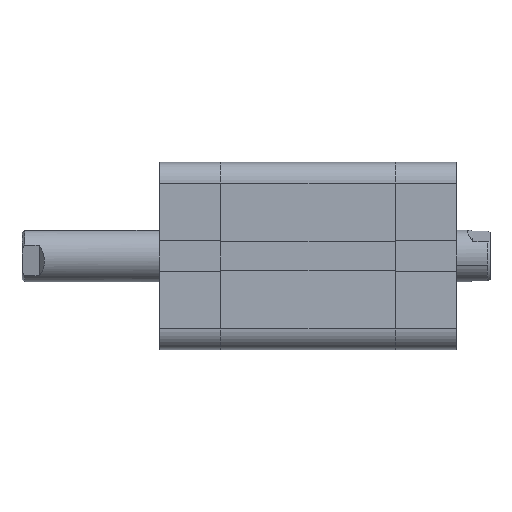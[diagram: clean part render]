
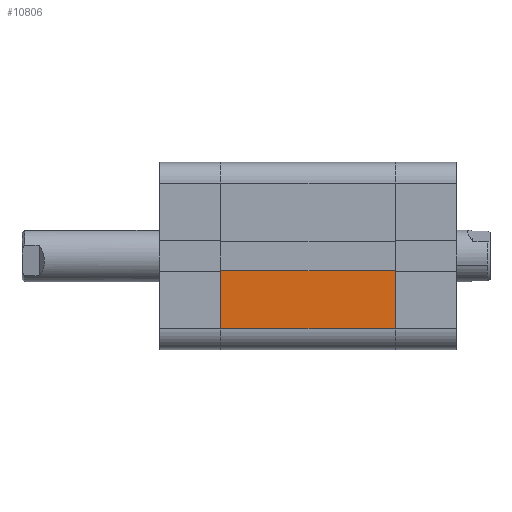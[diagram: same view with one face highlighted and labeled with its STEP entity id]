
A CAD part, front view. The second image highlights one B-rep face of the part: STEP entity #10806.
In plain terms, the highlighted planar face has unit normal (0, -1, 0).
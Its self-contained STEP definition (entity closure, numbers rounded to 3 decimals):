
#936 = VERTEX_POINT ( 'NONE', #1434 ) ;
#1023 = VECTOR ( 'NONE', #1704, 1000. ) ;
#1158 = DIRECTION ( 'NONE',  ( 0., 0., 1. ) ) ;
#1434 = CARTESIAN_POINT ( 'NONE',  ( 0., -18., -14. ) ) ;
#1704 = DIRECTION ( 'NONE',  ( 1., 0., 0. ) ) ;
#2624 = EDGE_CURVE ( 'NONE', #13504, #936, #10703, .T. ) ;
#2802 = DIRECTION ( 'NONE',  ( -1., 0., 0. ) ) ;
#3466 = ORIENTED_EDGE ( 'NONE', *, *, #15426, .T. ) ;
#3505 = VECTOR ( 'NONE', #2802, 1000. ) ;
#3997 = VERTEX_POINT ( 'NONE', #14522 ) ;
#4891 = EDGE_CURVE ( 'NONE', #936, #14882, #6779, .T. ) ;
#4976 = CARTESIAN_POINT ( 'NONE',  ( 33.501, -18., -2.8 ) ) ;
#5455 = LINE ( 'NONE', #4976, #3505 ) ;
#5915 = CARTESIAN_POINT ( 'NONE',  ( 0., -18., -18. ) ) ;
#6332 = CARTESIAN_POINT ( 'NONE',  ( 33.5, -18., -18. ) ) ;
#6779 = LINE ( 'NONE', #8048, #1023 ) ;
#6845 = AXIS2_PLACEMENT_3D ( 'NONE', #9004, #7492, #1158 ) ;
#7492 = DIRECTION ( 'NONE',  ( 0., 1., 0. ) ) ;
#7703 = VECTOR ( 'NONE', #8421, 1000. ) ;
#7763 = DIRECTION ( 'NONE',  ( 0., 0., -1. ) ) ;
#8048 = CARTESIAN_POINT ( 'NONE',  ( 33.5, -18., -14. ) ) ;
#8421 = DIRECTION ( 'NONE',  ( 0., 0., -1. ) ) ;
#9004 = CARTESIAN_POINT ( 'NONE',  ( 33.5, -18., -18. ) ) ;
#10370 = CARTESIAN_POINT ( 'NONE',  ( 33.5, -18., -14. ) ) ;
#10609 = ORIENTED_EDGE ( 'NONE', *, *, #11611, .F. ) ;
#10703 = LINE ( 'NONE', #5915, #7703 ) ;
#10806 = ADVANCED_FACE ( 'NONE', ( #16337 ), #13862, .F. ) ;
#11008 = ORIENTED_EDGE ( 'NONE', *, *, #4891, .T. ) ;
#11449 = LINE ( 'NONE', #6332, #12499 ) ;
#11611 = EDGE_CURVE ( 'NONE', #3997, #14882, #11449, .T. ) ;
#12499 = VECTOR ( 'NONE', #7763, 1000. ) ;
#13504 = VERTEX_POINT ( 'NONE', #15987 ) ;
#13862 = PLANE ( 'NONE',  #6845 ) ;
#14522 = CARTESIAN_POINT ( 'NONE',  ( 33.5, -18., -2.8 ) ) ;
#14882 = VERTEX_POINT ( 'NONE', #10370 ) ;
#15222 = ORIENTED_EDGE ( 'NONE', *, *, #2624, .T. ) ;
#15418 = EDGE_LOOP ( 'NONE', ( #3466, #15222, #11008, #10609 ) ) ;
#15426 = EDGE_CURVE ( 'NONE', #3997, #13504, #5455, .T. ) ;
#15987 = CARTESIAN_POINT ( 'NONE',  ( 0., -18., -2.8 ) ) ;
#16337 = FACE_OUTER_BOUND ( 'NONE', #15418, .T. ) ;
